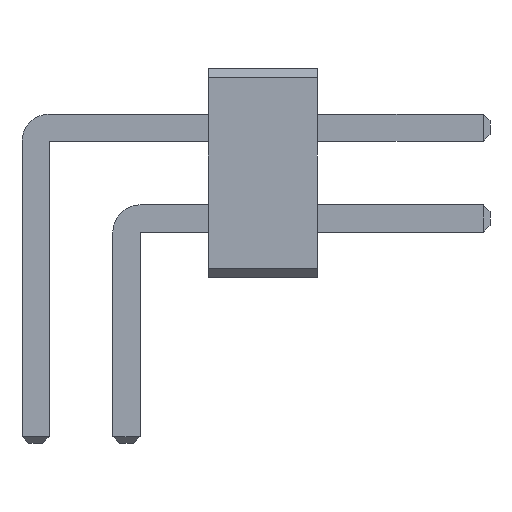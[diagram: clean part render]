
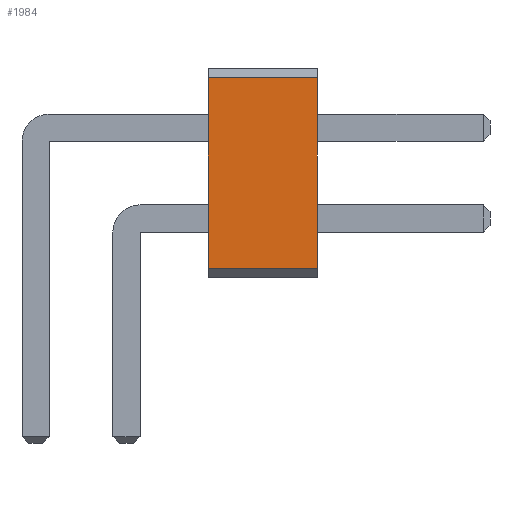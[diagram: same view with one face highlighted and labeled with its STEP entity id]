
A CAD part, front view. The second image highlights one B-rep face of the part: STEP entity #1984.
In plain terms, the highlighted planar face has unit normal (0, -1, 0).
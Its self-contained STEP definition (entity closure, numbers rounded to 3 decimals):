
#13=DIRECTION('',(0.,0.,1.));
#27=VECTOR('',#28,1.);
#28=DIRECTION('',(1.,0.,0.));
#57=DIRECTION('',(0.,-1.,0.));
#1971=VERTEX_POINT('',#1972);
#1972=CARTESIAN_POINT('',(3.1,-33.5,0.1));
#1975=EDGE_CURVE('',#1976,#1971,#1978,.T.);
#1976=VERTEX_POINT('',#1977);
#1977=CARTESIAN_POINT('',(1.9,-33.5,0.1));
#1978=LINE('',#1977,#27);
#1984=ADVANCED_FACE('',(#1985),#2002,.T.);
#1985=FACE_BOUND('',#1986,.T.);
#1986=EDGE_LOOP('',(#1987,#1988,#1994,#1999));
#1987=ORIENTED_EDGE('',*,*,#1975,.T.);
#1988=ORIENTED_EDGE('',*,*,#1989,.T.);
#1989=EDGE_CURVE('',#1971,#1990,#1992,.T.);
#1990=VERTEX_POINT('',#1991);
#1991=CARTESIAN_POINT('',(3.1,-33.5,2.2));
#1992=LINE('',#1972,#1993);
#1993=VECTOR('',#13,1.);
#1994=ORIENTED_EDGE('',*,*,#1995,.F.);
#1995=EDGE_CURVE('',#1996,#1990,#1998,.T.);
#1996=VERTEX_POINT('',#1997);
#1997=CARTESIAN_POINT('',(1.9,-33.5,2.2));
#1998=LINE('',#1997,#27);
#1999=ORIENTED_EDGE('',*,*,#2000,.F.);
#2000=EDGE_CURVE('',#1976,#1996,#2001,.T.);
#2001=LINE('',#1977,#1993);
#2002=PLANE('',#2003);
#2003=AXIS2_PLACEMENT_3D('',#1977,#57,#13);
